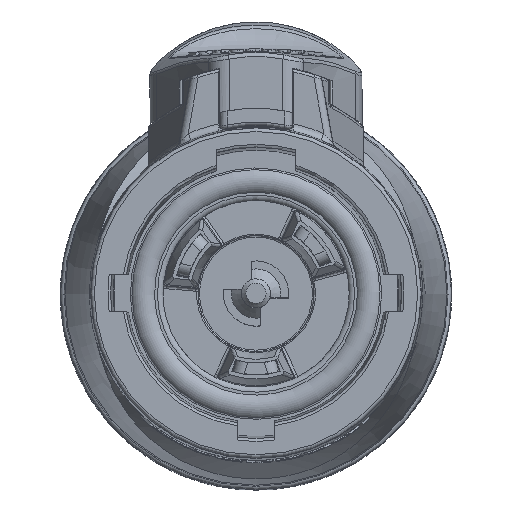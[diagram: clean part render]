
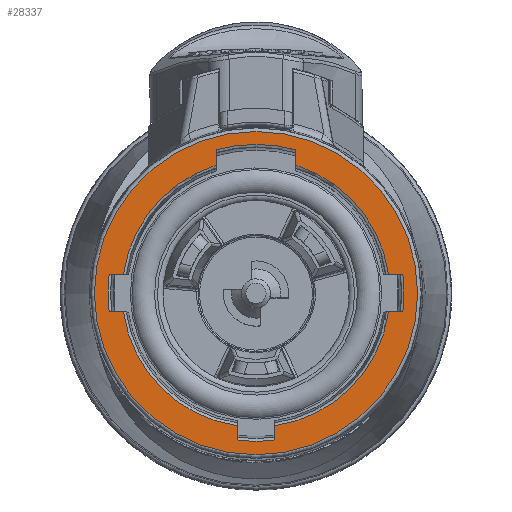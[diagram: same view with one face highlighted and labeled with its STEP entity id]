
A CAD part, top view. The second image highlights one B-rep face of the part: STEP entity #28337.
In plain terms, the highlighted planar face has unit normal (0, 0, 1).
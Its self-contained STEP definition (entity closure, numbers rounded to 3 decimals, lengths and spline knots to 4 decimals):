
#611=FACE_BOUND('',#5192,.T.);
#2397=PLANE('',#30408);
#3511=FACE_OUTER_BOUND('',#5191,.T.);
#5191=EDGE_LOOP('',(#22898));
#5192=EDGE_LOOP('',(#22899,#22900,#22901,#22902,#22903,#22904,#22905,#22906,
#22907,#22908,#22909,#22910,#22911,#22912,#22913,#22914));
#7348=LINE('',#51010,#9397);
#7349=LINE('',#51012,#9398);
#7350=LINE('',#51016,#9399);
#7351=LINE('',#51020,#9400);
#7352=LINE('',#51024,#9401);
#7353=LINE('',#51028,#9402);
#7354=LINE('',#51032,#9403);
#7355=LINE('',#51036,#9404);
#9397=VECTOR('',#35283,0.3937);
#9398=VECTOR('',#35284,0.3937);
#9399=VECTOR('',#35287,0.3937);
#9400=VECTOR('',#35290,0.3937);
#9401=VECTOR('',#35293,0.3937);
#9402=VECTOR('',#35296,0.3937);
#9403=VECTOR('',#35299,0.3937);
#9404=VECTOR('',#35302,0.3937);
#10687=CIRCLE('',#30406,0.4022);
#10689=CIRCLE('',#30409,0.439);
#10690=CIRCLE('',#30410,0.3638);
#10691=CIRCLE('',#30411,0.4022);
#10692=CIRCLE('',#30412,0.3638);
#10693=CIRCLE('',#30413,0.4022);
#10694=CIRCLE('',#30414,0.3638);
#10695=CIRCLE('',#30415,0.404);
#10696=CIRCLE('',#30416,0.3638);
#12784=VERTEX_POINT('',#50981);
#12785=VERTEX_POINT('',#50992);
#12787=VERTEX_POINT('',#51007);
#12788=VERTEX_POINT('',#51009);
#12789=VERTEX_POINT('',#51011);
#12790=VERTEX_POINT('',#51013);
#12791=VERTEX_POINT('',#51015);
#12792=VERTEX_POINT('',#51017);
#12793=VERTEX_POINT('',#51019);
#12794=VERTEX_POINT('',#51021);
#12795=VERTEX_POINT('',#51023);
#12796=VERTEX_POINT('',#51025);
#12797=VERTEX_POINT('',#51027);
#12798=VERTEX_POINT('',#51029);
#12799=VERTEX_POINT('',#51031);
#12800=VERTEX_POINT('',#51033);
#12801=VERTEX_POINT('',#51035);
#16398=EDGE_CURVE('',#12784,#12785,#10687,.T.);
#16401=EDGE_CURVE('',#12787,#12787,#10689,.T.);
#16402=EDGE_CURVE('',#12788,#12785,#7348,.T.);
#16403=EDGE_CURVE('',#12784,#12789,#7349,.T.);
#16404=EDGE_CURVE('',#12790,#12789,#10690,.T.);
#16405=EDGE_CURVE('',#12790,#12791,#7350,.T.);
#16406=EDGE_CURVE('',#12792,#12791,#10691,.T.);
#16407=EDGE_CURVE('',#12793,#12792,#7351,.T.);
#16408=EDGE_CURVE('',#12794,#12793,#10692,.T.);
#16409=EDGE_CURVE('',#12794,#12795,#7352,.T.);
#16410=EDGE_CURVE('',#12796,#12795,#10693,.T.);
#16411=EDGE_CURVE('',#12797,#12796,#7353,.T.);
#16412=EDGE_CURVE('',#12798,#12797,#10694,.T.);
#16413=EDGE_CURVE('',#12799,#12798,#7354,.T.);
#16414=EDGE_CURVE('',#12800,#12799,#10695,.T.);
#16415=EDGE_CURVE('',#12801,#12800,#7355,.T.);
#16416=EDGE_CURVE('',#12788,#12801,#10696,.T.);
#22898=ORIENTED_EDGE('',*,*,#16401,.F.);
#22899=ORIENTED_EDGE('',*,*,#16402,.T.);
#22900=ORIENTED_EDGE('',*,*,#16398,.F.);
#22901=ORIENTED_EDGE('',*,*,#16403,.T.);
#22902=ORIENTED_EDGE('',*,*,#16404,.F.);
#22903=ORIENTED_EDGE('',*,*,#16405,.T.);
#22904=ORIENTED_EDGE('',*,*,#16406,.F.);
#22905=ORIENTED_EDGE('',*,*,#16407,.F.);
#22906=ORIENTED_EDGE('',*,*,#16408,.F.);
#22907=ORIENTED_EDGE('',*,*,#16409,.T.);
#22908=ORIENTED_EDGE('',*,*,#16410,.F.);
#22909=ORIENTED_EDGE('',*,*,#16411,.F.);
#22910=ORIENTED_EDGE('',*,*,#16412,.F.);
#22911=ORIENTED_EDGE('',*,*,#16413,.F.);
#22912=ORIENTED_EDGE('',*,*,#16414,.F.);
#22913=ORIENTED_EDGE('',*,*,#16415,.F.);
#22914=ORIENTED_EDGE('',*,*,#16416,.F.);
#28337=ADVANCED_FACE('',(#3511,#611),#2397,.F.);
#30406=AXIS2_PLACEMENT_3D('',#50993,#35275,#35276);
#30408=AXIS2_PLACEMENT_3D('',#51006,#35279,#35280);
#30409=AXIS2_PLACEMENT_3D('',#51008,#35281,#35282);
#30410=AXIS2_PLACEMENT_3D('',#51014,#35285,#35286);
#30411=AXIS2_PLACEMENT_3D('',#51018,#35288,#35289);
#30412=AXIS2_PLACEMENT_3D('',#51022,#35291,#35292);
#30413=AXIS2_PLACEMENT_3D('',#51026,#35294,#35295);
#30414=AXIS2_PLACEMENT_3D('',#51030,#35297,#35298);
#30415=AXIS2_PLACEMENT_3D('',#51034,#35300,#35301);
#30416=AXIS2_PLACEMENT_3D('',#51037,#35303,#35304);
#35275=DIRECTION('center_axis',(0.,0.,
1.));
#35276=DIRECTION('ref_axis',(1.,0.,0.));
#35279=DIRECTION('center_axis',(0.,0.,
-1.));
#35280=DIRECTION('ref_axis',(-1.,0.,0.));
#35281=DIRECTION('center_axis',(0.,0.,
-1.));
#35282=DIRECTION('ref_axis',(-1.,0.,0.));
#35283=DIRECTION('',(1.,0.,0.));
#35284=DIRECTION('',(-1.,0.,0.));
#35285=DIRECTION('center_axis',(0.,0.,
1.));
#35286=DIRECTION('ref_axis',(0.707,-0.707,0.));
#35287=DIRECTION('',(0.,-1.,0.));
#35288=DIRECTION('center_axis',(0.,0.,
1.));
#35289=DIRECTION('ref_axis',(0.,-1.,0.));
#35290=DIRECTION('',(0.,-1.,0.));
#35291=DIRECTION('center_axis',(0.,0.,
1.));
#35292=DIRECTION('ref_axis',(-0.707,-0.707,0.));
#35293=DIRECTION('',(-1.,0.,0.));
#35294=DIRECTION('center_axis',(0.,0.,
1.));
#35295=DIRECTION('ref_axis',(-1.,0.,0.));
#35296=DIRECTION('',(-1.,0.,0.));
#35297=DIRECTION('center_axis',(0.,0.,
1.));
#35298=DIRECTION('ref_axis',(-0.763,0.647,0.));
#35299=DIRECTION('',(0.,-1.,0.));
#35300=DIRECTION('center_axis',(0.,0.,
1.));
#35301=DIRECTION('ref_axis',(0.,1.,0.));
#35302=DIRECTION('',(0.,1.,0.));
#35303=DIRECTION('center_axis',(0.,0.,
1.));
#35304=DIRECTION('ref_axis',(0.763,0.647,0.));
#50981=CARTESIAN_POINT('',(0.3989,-0.0512,1.7441));
#50992=CARTESIAN_POINT('',(0.3989,0.0512,1.7441));
#50993=CARTESIAN_POINT('Origin',(0.,0.,
1.7441));
#51006=CARTESIAN_POINT('Origin',(0.,0.,
1.7441));
#51007=CARTESIAN_POINT('',(0.439,0.,1.7441));
#51008=CARTESIAN_POINT('Origin',(0.,0.,
1.7441));
#51009=CARTESIAN_POINT('',(0.3602,0.0512,1.7441));
#51010=CARTESIAN_POINT('',(0.1733,0.0512,1.7441));
#51011=CARTESIAN_POINT('',(0.3602,-0.0512,1.7441));
#51012=CARTESIAN_POINT('',(0.1927,-0.0512,1.7441));
#51013=CARTESIAN_POINT('',(0.0512,-0.3602,1.7441));
#51014=CARTESIAN_POINT('Origin',(0.,0.,
1.7441));
#51015=CARTESIAN_POINT('',(0.0512,-0.3989,1.7441));
#51016=CARTESIAN_POINT('',(0.0512,-0.1733,1.7441));
#51017=CARTESIAN_POINT('',(-0.0512,-0.3989,1.7441));
#51018=CARTESIAN_POINT('Origin',(0.,0.,
1.7441));
#51019=CARTESIAN_POINT('',(-0.0512,-0.3602,1.7441));
#51020=CARTESIAN_POINT('',(-0.0512,-0.1927,1.7441));
#51021=CARTESIAN_POINT('',(-0.3602,-0.0512,1.7441));
#51022=CARTESIAN_POINT('Origin',(0.,0.,
1.7441));
#51023=CARTESIAN_POINT('',(-0.3989,-0.0512,1.7441));
#51024=CARTESIAN_POINT('',(-0.1733,-0.0512,1.7441));
#51025=CARTESIAN_POINT('',(-0.3989,0.0512,1.7441));
#51026=CARTESIAN_POINT('Origin',(0.,0.,
1.7441));
#51027=CARTESIAN_POINT('',(-0.3602,0.0512,1.7441));
#51028=CARTESIAN_POINT('',(-0.1927,0.0512,1.7441));
#51029=CARTESIAN_POINT('',(-0.1083,0.3473,1.7441));
#51030=CARTESIAN_POINT('Origin',(0.,0.,
1.7441));
#51031=CARTESIAN_POINT('',(-0.1083,0.3892,1.7441));
#51032=CARTESIAN_POINT('',(-0.1083,0.1666,1.7441));
#51033=CARTESIAN_POINT('',(0.1083,0.3892,1.7441));
#51034=CARTESIAN_POINT('Origin',(0.,0.,
1.7441));
#51035=CARTESIAN_POINT('',(0.1083,0.3473,1.7441));
#51036=CARTESIAN_POINT('',(0.1083,0.1867,1.7441));
#51037=CARTESIAN_POINT('Origin',(0.,0.,
1.7441));
